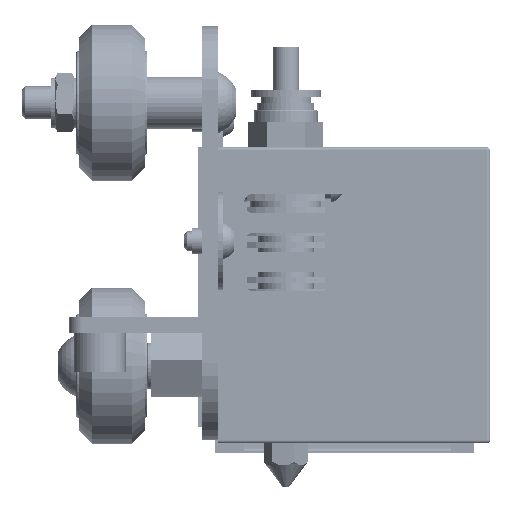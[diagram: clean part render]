
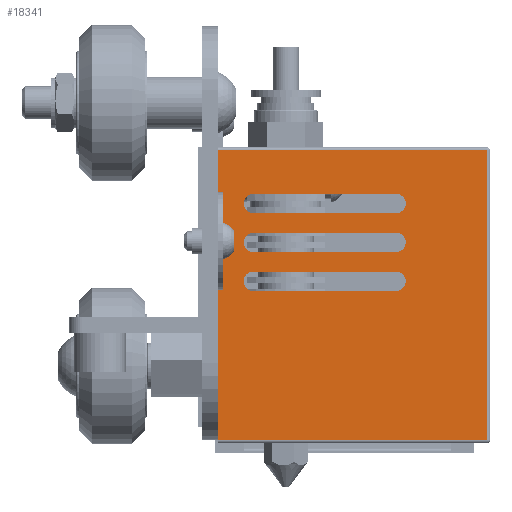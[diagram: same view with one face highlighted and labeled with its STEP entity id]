
A CAD part, left-side view. The second image highlights one B-rep face of the part: STEP entity #18341.
In plain terms, the highlighted face is planar.
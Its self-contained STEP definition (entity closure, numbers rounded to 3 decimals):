
#1818=LINE('',#30926,#3059);
#1819=LINE('',#30928,#3060);
#1820=LINE('',#30930,#3061);
#1821=LINE('',#30932,#3062);
#1822=LINE('',#30934,#3063);
#1823=LINE('',#30936,#3064);
#1824=LINE('',#30938,#3065);
#1825=LINE('',#30939,#3066);
#1826=LINE('',#30941,#3067);
#1827=LINE('',#30944,#3068);
#1828=LINE('',#30946,#3069);
#1829=LINE('',#30949,#3070);
#1830=LINE('',#30951,#3071);
#1831=LINE('',#30954,#3072);
#3059=VECTOR('',#23577,1000.);
#3060=VECTOR('',#23578,1000.);
#3061=VECTOR('',#23579,1000.);
#3062=VECTOR('',#23580,1000.);
#3063=VECTOR('',#23581,1000.);
#3064=VECTOR('',#23582,1000.);
#3065=VECTOR('',#23583,1000.);
#3066=VECTOR('',#23584,1000.);
#3067=VECTOR('',#23585,1000.);
#3068=VECTOR('',#23588,1000.);
#3069=VECTOR('',#23589,1000.);
#3070=VECTOR('',#23592,1000.);
#3071=VECTOR('',#23593,1000.);
#3072=VECTOR('',#23596,1000.);
#3980=FACE_BOUND('',#5674,.T.);
#3981=FACE_BOUND('',#5675,.T.);
#3982=FACE_BOUND('',#5676,.T.);
#4483=FACE_OUTER_BOUND('',#5673,.T.);
#5673=EDGE_LOOP('',(#13834,#13835,#13836,#13837,#13838,#13839,#13840,#13841));
#5674=EDGE_LOOP('',(#13842,#13843,#13844,#13845));
#5675=EDGE_LOOP('',(#13846,#13847,#13848,#13849));
#5676=EDGE_LOOP('',(#13850,#13851,#13852,#13853));
#6935=CIRCLE('',#20219,1.5);
#6937=CIRCLE('',#20222,1.5);
#6939=CIRCLE('',#20225,1.5);
#6958=CIRCLE('',#20247,1.5);
#6959=CIRCLE('',#20248,1.5);
#6960=CIRCLE('',#20249,1.5);
#8203=VERTEX_POINT('',#30813);
#8204=VERTEX_POINT('',#30814);
#8207=VERTEX_POINT('',#30822);
#8208=VERTEX_POINT('',#30823);
#8211=VERTEX_POINT('',#30831);
#8212=VERTEX_POINT('',#30832);
#8256=VERTEX_POINT('',#30924);
#8257=VERTEX_POINT('',#30925);
#8258=VERTEX_POINT('',#30927);
#8259=VERTEX_POINT('',#30929);
#8260=VERTEX_POINT('',#30931);
#8261=VERTEX_POINT('',#30933);
#8262=VERTEX_POINT('',#30935);
#8263=VERTEX_POINT('',#30937);
#8264=VERTEX_POINT('',#30940);
#8265=VERTEX_POINT('',#30942);
#8266=VERTEX_POINT('',#30945);
#8267=VERTEX_POINT('',#30947);
#8268=VERTEX_POINT('',#30950);
#8269=VERTEX_POINT('',#30952);
#10249=EDGE_CURVE('',#8203,#8204,#6935,.T.);
#10253=EDGE_CURVE('',#8207,#8208,#6937,.T.);
#10257=EDGE_CURVE('',#8211,#8212,#6939,.T.);
#10302=EDGE_CURVE('',#8256,#8257,#1818,.T.);
#10303=EDGE_CURVE('',#8257,#8258,#1819,.T.);
#10304=EDGE_CURVE('',#8258,#8259,#1820,.T.);
#10305=EDGE_CURVE('',#8260,#8259,#1821,.T.);
#10306=EDGE_CURVE('',#8261,#8260,#1822,.T.);
#10307=EDGE_CURVE('',#8261,#8262,#1823,.T.);
#10308=EDGE_CURVE('',#8262,#8263,#1824,.T.);
#10309=EDGE_CURVE('',#8263,#8256,#1825,.T.);
#10310=EDGE_CURVE('',#8264,#8211,#1826,.T.);
#10311=EDGE_CURVE('',#8265,#8264,#6958,.T.);
#10312=EDGE_CURVE('',#8212,#8265,#1827,.T.);
#10313=EDGE_CURVE('',#8266,#8207,#1828,.T.);
#10314=EDGE_CURVE('',#8267,#8266,#6959,.T.);
#10315=EDGE_CURVE('',#8208,#8267,#1829,.T.);
#10316=EDGE_CURVE('',#8268,#8203,#1830,.T.);
#10317=EDGE_CURVE('',#8269,#8268,#6960,.T.);
#10318=EDGE_CURVE('',#8204,#8269,#1831,.T.);
#13834=ORIENTED_EDGE('',*,*,#10302,.T.);
#13835=ORIENTED_EDGE('',*,*,#10303,.T.);
#13836=ORIENTED_EDGE('',*,*,#10304,.T.);
#13837=ORIENTED_EDGE('',*,*,#10305,.F.);
#13838=ORIENTED_EDGE('',*,*,#10306,.F.);
#13839=ORIENTED_EDGE('',*,*,#10307,.T.);
#13840=ORIENTED_EDGE('',*,*,#10308,.T.);
#13841=ORIENTED_EDGE('',*,*,#10309,.T.);
#13842=ORIENTED_EDGE('',*,*,#10310,.F.);
#13843=ORIENTED_EDGE('',*,*,#10311,.F.);
#13844=ORIENTED_EDGE('',*,*,#10312,.F.);
#13845=ORIENTED_EDGE('',*,*,#10257,.F.);
#13846=ORIENTED_EDGE('',*,*,#10313,.F.);
#13847=ORIENTED_EDGE('',*,*,#10314,.F.);
#13848=ORIENTED_EDGE('',*,*,#10315,.F.);
#13849=ORIENTED_EDGE('',*,*,#10253,.F.);
#13850=ORIENTED_EDGE('',*,*,#10316,.F.);
#13851=ORIENTED_EDGE('',*,*,#10317,.F.);
#13852=ORIENTED_EDGE('',*,*,#10318,.F.);
#13853=ORIENTED_EDGE('',*,*,#10249,.F.);
#17640=PLANE('',#20246);
#18341=ADVANCED_FACE('',(#4483,#3980,#3981,#3982),#17640,.T.);
#20219=AXIS2_PLACEMENT_3D('',#30815,#23491,#23492);
#20222=AXIS2_PLACEMENT_3D('',#30824,#23499,#23500);
#20225=AXIS2_PLACEMENT_3D('',#30833,#23507,#23508);
#20246=AXIS2_PLACEMENT_3D('',#30923,#23575,#23576);
#20247=AXIS2_PLACEMENT_3D('',#30943,#23586,#23587);
#20248=AXIS2_PLACEMENT_3D('',#30948,#23590,#23591);
#20249=AXIS2_PLACEMENT_3D('',#30953,#23594,#23595);
#23491=DIRECTION('center_axis',(1.,0.,0.));
#23492=DIRECTION('ref_axis',(0.,-1.,0.));
#23499=DIRECTION('center_axis',(1.,0.,0.));
#23500=DIRECTION('ref_axis',(0.,-1.,0.));
#23507=DIRECTION('center_axis',(1.,0.,0.));
#23508=DIRECTION('ref_axis',(0.,-1.,0.));
#23575=DIRECTION('center_axis',(1.,0.,0.));
#23576=DIRECTION('ref_axis',(0.,-1.,0.));
#23577=DIRECTION('',(0.,1.,0.));
#23578=DIRECTION('',(0.,0.,1.));
#23579=DIRECTION('',(0.,-1.,0.));
#23580=DIRECTION('',(0.,0.,1.));
#23581=DIRECTION('',(0.,1.,0.));
#23582=DIRECTION('',(0.,0.,1.));
#23583=DIRECTION('',(0.,-1.,0.));
#23584=DIRECTION('',(0.,0.,-1.));
#23585=DIRECTION('',(0.,0.,-1.));
#23586=DIRECTION('center_axis',(1.,0.,0.));
#23587=DIRECTION('ref_axis',(0.,1.,0.));
#23588=DIRECTION('',(0.,0.,1.));
#23589=DIRECTION('',(0.,0.,-1.));
#23590=DIRECTION('center_axis',(1.,0.,0.));
#23591=DIRECTION('ref_axis',(0.,1.,0.));
#23592=DIRECTION('',(0.,0.,1.));
#23593=DIRECTION('',(0.,0.,-1.));
#23594=DIRECTION('center_axis',(1.,0.,0.));
#23595=DIRECTION('ref_axis',(0.,1.,0.));
#23596=DIRECTION('',(0.,0.,1.));
#30813=CARTESIAN_POINT('',(22.5,1.4,14.5));
#30814=CARTESIAN_POINT('',(22.5,4.4,14.5));
#30815=CARTESIAN_POINT('Origin',(22.5,2.9,14.5));
#30822=CARTESIAN_POINT('',(22.5,7.4,14.5));
#30823=CARTESIAN_POINT('',(22.5,10.4,14.5));
#30824=CARTESIAN_POINT('Origin',(22.5,8.9,14.5));
#30831=CARTESIAN_POINT('',(22.5,13.4,14.5));
#30832=CARTESIAN_POINT('',(22.5,16.4,14.5));
#30833=CARTESIAN_POINT('Origin',(22.5,14.9,14.5));
#30923=CARTESIAN_POINT('Origin',(22.5,-23.6,0.));
#30924=CARTESIAN_POINT('',(22.5,-21.6,0.5));
#30925=CARTESIAN_POINT('',(22.5,23.1,0.5));
#30926=CARTESIAN_POINT('',(22.5,23.6,0.5));
#30927=CARTESIAN_POINT('',(22.5,23.1,42.));
#30928=CARTESIAN_POINT('',(22.5,23.1,0.));
#30929=CARTESIAN_POINT('',(22.5,16.6,42.));
#30930=CARTESIAN_POINT('',(22.5,22.1,42.));
#30931=CARTESIAN_POINT('',(22.5,16.6,41.2));
#30932=CARTESIAN_POINT('',(22.5,16.6,41.));
#30933=CARTESIAN_POINT('',(22.5,1.6,41.2));
#30934=CARTESIAN_POINT('',(22.5,1.6,41.2));
#30935=CARTESIAN_POINT('',(22.5,1.6,42.));
#30936=CARTESIAN_POINT('',(22.5,1.6,41.));
#30937=CARTESIAN_POINT('',(22.5,-21.6,42.));
#30938=CARTESIAN_POINT('',(22.5,1.6,42.));
#30939=CARTESIAN_POINT('',(22.5,-21.6,0.));
#30940=CARTESIAN_POINT('',(22.5,13.4,36.5));
#30941=CARTESIAN_POINT('',(22.5,13.4,36.5));
#30942=CARTESIAN_POINT('',(22.5,16.4,36.5));
#30943=CARTESIAN_POINT('Origin',(22.5,14.9,36.5));
#30944=CARTESIAN_POINT('',(22.5,16.4,14.5));
#30945=CARTESIAN_POINT('',(22.5,7.4,36.5));
#30946=CARTESIAN_POINT('',(22.5,7.4,36.5));
#30947=CARTESIAN_POINT('',(22.5,10.4,36.5));
#30948=CARTESIAN_POINT('Origin',(22.5,8.9,36.5));
#30949=CARTESIAN_POINT('',(22.5,10.4,14.5));
#30950=CARTESIAN_POINT('',(22.5,1.4,36.5));
#30951=CARTESIAN_POINT('',(22.5,1.4,36.5));
#30952=CARTESIAN_POINT('',(22.5,4.4,36.5));
#30953=CARTESIAN_POINT('Origin',(22.5,2.9,36.5));
#30954=CARTESIAN_POINT('',(22.5,4.4,14.5));
